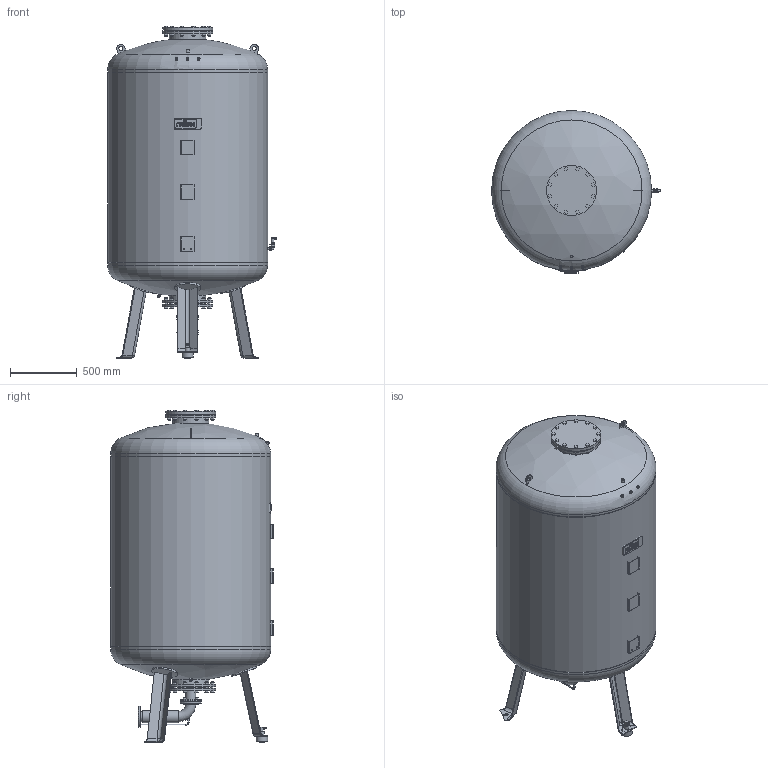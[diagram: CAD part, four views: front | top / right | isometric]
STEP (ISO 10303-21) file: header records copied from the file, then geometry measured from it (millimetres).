
FILE_DESCRIPTION(/* description */ (''),/* implementation_level */ '2;1');
FILE_NAME(/* name */ '3d_ReflexomatRG2000_6bar-8650405.stp',/* time_stamp */ '2015-12-08T09:20:00+01:00',/* author */ ('Andrzej'),/* organization */ (''),/* preprocessor_version */ 'ST-DEVELOPER v15.5',/* originating_system */ 'AutoCAD Mechanical',/* authorisation */ '');
FILE_SCHEMA (('AUTOMOTIVE_DESIGN { 1 0 10303 214 3 1 1 }'));
Length unit declared in the file: millimetre
Products named in the file (1): Product
Bounding box: 1266 x 1220 x 2490 mm (x, y, z)
Volume: 2025795674.4 mm3; surface area: 15349350.9 mm2
Topology: 34 solids, 34 shells, 1087 faces, 2600 edges, 1695 vertices
Faces by surface type: plane 732, cylinder 253, cone 55, sphere 22, torus 21, bspline 4
Full cylindrical faces by diameter (mm): 3 x1, 3.5 x1, 5 x2, 8 x1, 9 x2, 10 x2, 11.445 x3, 12 x8, 14 x12, 14.95 x1, 15 x1, 16 x48, 18.5 x4, 19 x1, 20 x3, 21.3 x3, 24 x1, 26 x1, 28 x2, 30 x2, 37 x1, 76.1 x6, 83.883 x1, 92.1 x1, 160 x3, 260.4 x2, 272.4 x1, 273 x1, 375 x4, 1200 x3
Entity records: 31211 total; most frequent: CARTESIAN_POINT 6324, DIRECTION 5109, ORIENTED_EDGE 4702, EDGE_CURVE 2351, AXIS2_PLACEMENT_3D 1710, LINE 1689, VECTOR 1689, VERTEX_POINT 1652
